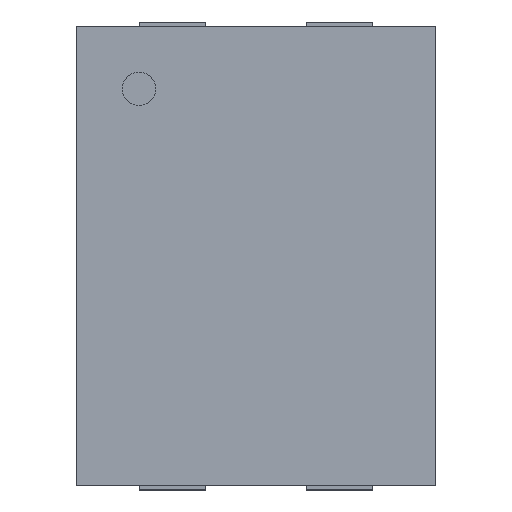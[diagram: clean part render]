
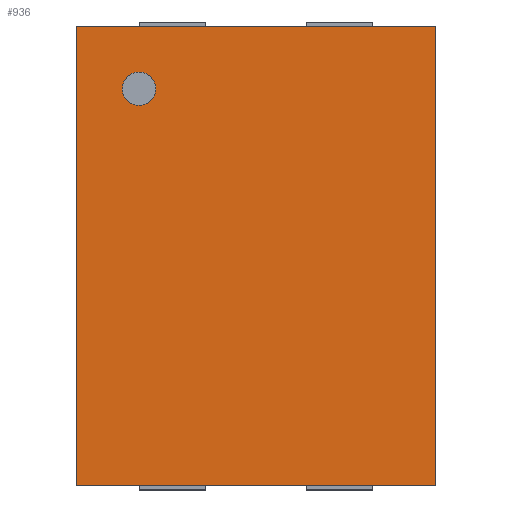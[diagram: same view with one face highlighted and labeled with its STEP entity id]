
A CAD part, top view. The second image highlights one B-rep face of the part: STEP entity #936.
In plain terms, the highlighted planar face has unit normal (0, 0, 1).
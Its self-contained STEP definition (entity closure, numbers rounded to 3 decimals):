
#364 = EDGE_CURVE('',#365,#367,#369,.T.);
#365 = VERTEX_POINT('',#366);
#366 = CARTESIAN_POINT('',(-0.538,0.688,0.375));
#367 = VERTEX_POINT('',#368);
#368 = CARTESIAN_POINT('',(0.538,0.688,0.375));
#369 = LINE('',#370,#371);
#370 = CARTESIAN_POINT('',(-0.538,0.688,0.375));
#371 = VECTOR('',#372,1.);
#372 = DIRECTION('',(1.,0.,0.));
#637 = EDGE_CURVE('',#367,#638,#640,.T.);
#638 = VERTEX_POINT('',#639);
#639 = CARTESIAN_POINT('',(0.538,-0.688,0.375));
#640 = LINE('',#641,#642);
#641 = CARTESIAN_POINT('',(0.538,0.688,0.375));
#642 = VECTOR('',#643,1.);
#643 = DIRECTION('',(0.,-1.,0.));
#659 = EDGE_CURVE('',#660,#638,#662,.T.);
#660 = VERTEX_POINT('',#661);
#661 = CARTESIAN_POINT('',(-0.538,-0.688,0.375));
#662 = LINE('',#663,#664);
#663 = CARTESIAN_POINT('',(-0.538,-0.688,0.375));
#664 = VECTOR('',#665,1.);
#665 = DIRECTION('',(1.,0.,0.));
#925 = EDGE_CURVE('',#365,#660,#926,.T.);
#926 = LINE('',#927,#928);
#927 = CARTESIAN_POINT('',(-0.538,0.688,0.375));
#928 = VECTOR('',#929,1.);
#929 = DIRECTION('',(0.,-1.,0.));
#936 = ADVANCED_FACE('',(#937,#943),#954,.T.);
#937 = FACE_BOUND('',#938,.T.);
#938 = EDGE_LOOP('',(#939,#940,#941,#942));
#939 = ORIENTED_EDGE('',*,*,#364,.F.);
#940 = ORIENTED_EDGE('',*,*,#925,.T.);
#941 = ORIENTED_EDGE('',*,*,#659,.T.);
#942 = ORIENTED_EDGE('',*,*,#637,.F.);
#943 = FACE_BOUND('',#944,.T.);
#944 = EDGE_LOOP('',(#945));
#945 = ORIENTED_EDGE('',*,*,#946,.T.);
#946 = EDGE_CURVE('',#947,#947,#949,.T.);
#947 = VERTEX_POINT('',#948);
#948 = CARTESIAN_POINT('',(-0.35,0.45,0.375));
#949 = CIRCLE('',#950,0.05);
#950 = AXIS2_PLACEMENT_3D('',#951,#952,#953);
#951 = CARTESIAN_POINT('',(-0.35,0.5,0.375));
#952 = DIRECTION('',(-0.,0.,-1.));
#953 = DIRECTION('',(0.,-1.,0.));
#954 = PLANE('',#955);
#955 = AXIS2_PLACEMENT_3D('',#956,#957,#958);
#956 = CARTESIAN_POINT('',(-0.538,0.688,0.375));
#957 = DIRECTION('',(0.,0.,1.));
#958 = DIRECTION('',(0.,-1.,0.));
